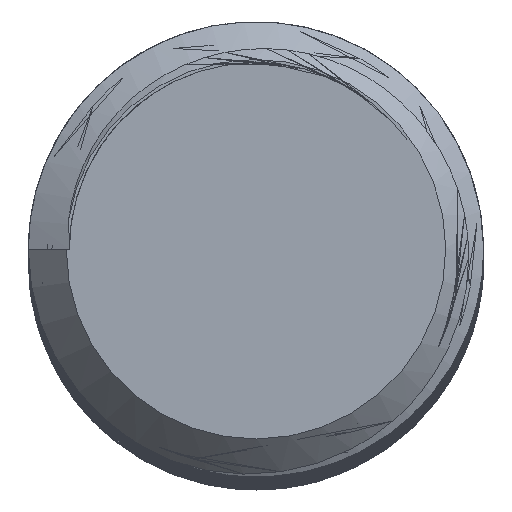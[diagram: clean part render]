
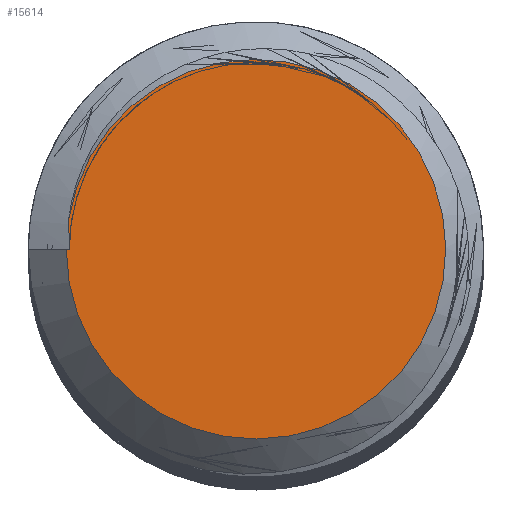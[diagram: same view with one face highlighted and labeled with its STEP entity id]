
A CAD part, top view. The second image highlights one B-rep face of the part: STEP entity #15614.
In plain terms, the highlighted planar face has unit normal (0, 0, 1).
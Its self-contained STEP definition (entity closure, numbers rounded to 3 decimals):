
#579 = EDGE_CURVE ( 'NONE', #17379, #6986, #4079, .T. ) ;
#1533 = AXIS2_PLACEMENT_3D ( 'NONE', #4400, #11270, #6271 ) ;
#4079 = LINE ( 'NONE', #8050, #13381 ) ;
#4381 = ORIENTED_EDGE ( 'NONE', *, *, #16940, .T. ) ;
#4400 = CARTESIAN_POINT ( 'NONE',  ( 0., 0., 50. ) ) ;
#4426 = CARTESIAN_POINT ( 'NONE',  ( -1.234, 0.197, 50. ) ) ;
#4925 = CARTESIAN_POINT ( 'NONE',  ( -1.238, 0.132, 50. ) ) ;
#5454 = ORIENTED_EDGE ( 'NONE', *, *, #579, .F. ) ;
#6271 = DIRECTION ( 'NONE',  ( 1., 0., 0. ) ) ;
#6736 = FACE_OUTER_BOUND ( 'NONE', #17513, .T. ) ;
#6986 = VERTEX_POINT ( 'NONE', #9619 ) ;
#7852 = VERTEX_POINT ( 'NONE', #4426 ) ;
#8050 = CARTESIAN_POINT ( 'NONE',  ( 0., 0., 50. ) ) ;
#8357 = DIRECTION ( 'NONE',  ( 1., 0., 0. ) ) ;
#9619 = CARTESIAN_POINT ( 'NONE',  ( -1.229, 0., 50. ) ) ;
#10021 = CARTESIAN_POINT ( 'NONE',  ( -1.234, 0.197, 50. ) ) ;
#11270 = DIRECTION ( 'NONE',  ( 0., 0., 1. ) ) ;
#11484 = CARTESIAN_POINT ( 'NONE',  ( -1.229, 0., 50. ) ) ;
#12385 = B_SPLINE_CURVE_WITH_KNOTS ( 'NONE', 3,
 ( #10021, #4925, #18361, #11484 ),
 .UNSPECIFIED., .F., .F.,
 ( 4, 4 ),
 ( 0.001, 0.002 ),
 .UNSPECIFIED. ) ;
#13010 = PLANE ( 'NONE',  #1533 ) ;
#13381 = VECTOR ( 'NONE', #8357, 1000. ) ;
#14878 = DIRECTION ( 'NONE',  ( 1., 0., 0. ) ) ;
#15128 = ORIENTED_EDGE ( 'NONE', *, *, #15806, .T. ) ;
#15614 = ADVANCED_FACE ( 'NONE', ( #6736 ), #13010, .T. ) ;
#15806 = EDGE_CURVE ( 'NONE', #7852, #6986, #12385, .T. ) ;
#15989 = CIRCLE ( 'NONE', #17031, 1.25 ) ;
#16940 = EDGE_CURVE ( 'NONE', #17379, #7852, #15989, .T. ) ;
#17031 = AXIS2_PLACEMENT_3D ( 'NONE', #21457, #19887, #14878 ) ;
#17379 = VERTEX_POINT ( 'NONE', #20830 ) ;
#17513 = EDGE_LOOP ( 'NONE', ( #5454, #4381, #15128 ) ) ;
#18361 = CARTESIAN_POINT ( 'NONE',  ( -1.236, 0.066, 50. ) ) ;
#19887 = DIRECTION ( 'NONE',  ( 0., 0., 1. ) ) ;
#20830 = CARTESIAN_POINT ( 'NONE',  ( -1.25, 0., 50. ) ) ;
#21457 = CARTESIAN_POINT ( 'NONE',  ( 0., 0., 50. ) ) ;
